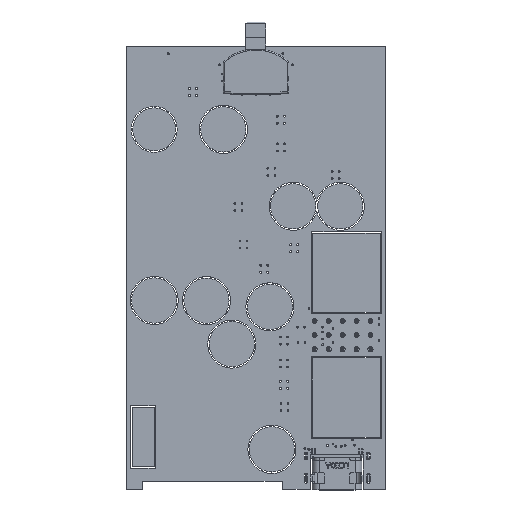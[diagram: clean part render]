
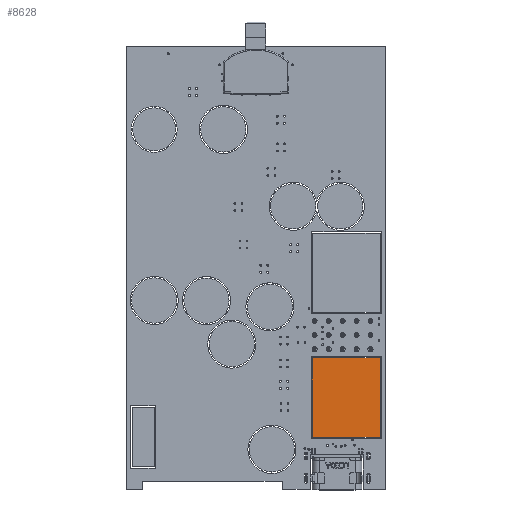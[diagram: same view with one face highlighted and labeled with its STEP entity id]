
A CAD part, top view. The second image highlights one B-rep face of the part: STEP entity #8628.
In plain terms, the highlighted planar face has unit normal (0, 0, 1).
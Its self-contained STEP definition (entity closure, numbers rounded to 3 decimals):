
#8499 = VERTEX_POINT('',#8500);
#8500 = CARTESIAN_POINT('',(33.668,-70.493,
    1.6));
#8506 = EDGE_CURVE('',#8499,#8507,#8509,.T.);
#8507 = VERTEX_POINT('',#8508);
#8508 = CARTESIAN_POINT('',(33.668,-56.269,
    1.6));
#8509 = LINE('',#8510,#8511);
#8510 = CARTESIAN_POINT('',(33.668,-70.493,
    1.6));
#8511 = VECTOR('',#8512,1.);
#8512 = DIRECTION('',(0.,1.,0.));
#8537 = EDGE_CURVE('',#8507,#8538,#8540,.T.);
#8538 = VERTEX_POINT('',#8539);
#8539 = CARTESIAN_POINT('',(45.845,-56.269,
    1.6));
#8540 = LINE('',#8541,#8542);
#8541 = CARTESIAN_POINT('',(33.668,-56.269,
    1.6));
#8542 = VECTOR('',#8543,1.);
#8543 = DIRECTION('',(1.,0.,0.));
#8568 = EDGE_CURVE('',#8538,#8569,#8571,.T.);
#8569 = VERTEX_POINT('',#8570);
#8570 = CARTESIAN_POINT('',(45.845,-70.493,
    1.6));
#8571 = LINE('',#8572,#8573);
#8572 = CARTESIAN_POINT('',(45.845,-56.269,
    1.6));
#8573 = VECTOR('',#8574,1.);
#8574 = DIRECTION('',(0.,-1.,0.));
#8599 = EDGE_CURVE('',#8569,#8499,#8600,.T.);
#8600 = LINE('',#8601,#8602);
#8601 = CARTESIAN_POINT('',(45.845,-70.493,
    1.6));
#8602 = VECTOR('',#8603,1.);
#8603 = DIRECTION('',(-1.,0.,0.));
#8628 = ADVANCED_FACE('',(#8629),#8635,.F.);
#8629 = FACE_BOUND('',#8630,.F.);
#8630 = EDGE_LOOP('',(#8631,#8632,#8633,#8634));
#8631 = ORIENTED_EDGE('',*,*,#8506,.T.);
#8632 = ORIENTED_EDGE('',*,*,#8537,.T.);
#8633 = ORIENTED_EDGE('',*,*,#8568,.T.);
#8634 = ORIENTED_EDGE('',*,*,#8599,.T.);
#8635 = PLANE('',#8636);
#8636 = AXIS2_PLACEMENT_3D('',#8637,#8638,#8639);
#8637 = CARTESIAN_POINT('',(39.756,-63.381,
    1.6));
#8638 = DIRECTION('',(-0.,-0.,-1.));
#8639 = DIRECTION('',(-1.,0.,0.));
